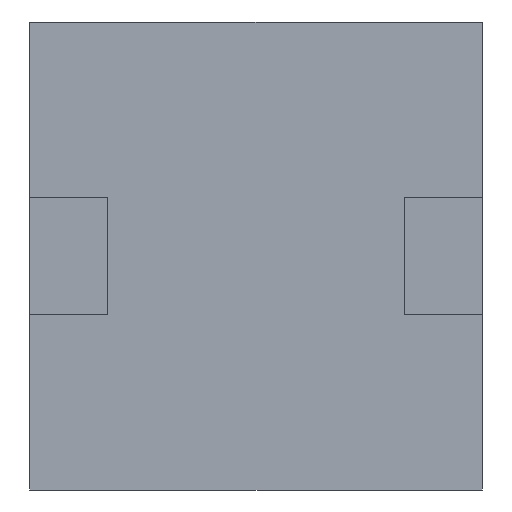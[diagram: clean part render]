
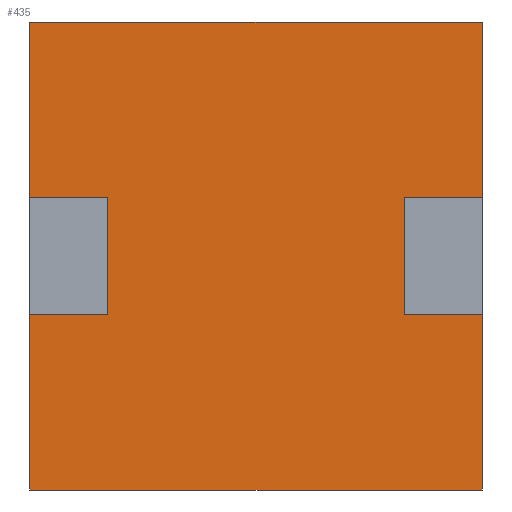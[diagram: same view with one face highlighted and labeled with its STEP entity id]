
A CAD part, front view. The second image highlights one B-rep face of the part: STEP entity #435.
In plain terms, the highlighted planar face has unit normal (0, -1, 0).
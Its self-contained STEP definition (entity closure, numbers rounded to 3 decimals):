
#44 = ORIENTED_EDGE ( 'NONE', *, *, #461, .F. ) ;
#46 = VERTEX_POINT ( 'NONE', #210 ) ;
#48 = EDGE_LOOP ( 'NONE', ( #99, #80, #90, #100, #107, #108, #93, #44, #102, #101, #78, #59 ) ) ;
#52 = VERTEX_POINT ( 'NONE', #214 ) ;
#56 = VERTEX_POINT ( 'NONE', #216 ) ;
#59 = ORIENTED_EDGE ( 'NONE', *, *, #403, .F. ) ;
#66 = VERTEX_POINT ( 'NONE', #220 ) ;
#69 = VERTEX_POINT ( 'NONE', #222 ) ;
#72 = VERTEX_POINT ( 'NONE', #224 ) ;
#77 = VERTEX_POINT ( 'NONE', #227 ) ;
#78 = ORIENTED_EDGE ( 'NONE', *, *, #463, .F. ) ;
#79 = VERTEX_POINT ( 'NONE', #228 ) ;
#80 = ORIENTED_EDGE ( 'NONE', *, *, #448, .F. ) ;
#86 = VERTEX_POINT ( 'NONE', #232 ) ;
#87 = VERTEX_POINT ( 'NONE', #233 ) ;
#90 = ORIENTED_EDGE ( 'NONE', *, *, #442, .F. ) ;
#92 = VERTEX_POINT ( 'NONE', #235 ) ;
#93 = ORIENTED_EDGE ( 'NONE', *, *, #430, .F. ) ;
#96 = VERTEX_POINT ( 'NONE', #237 ) ;
#99 = ORIENTED_EDGE ( 'NONE', *, *, #453, .F. ) ;
#100 = ORIENTED_EDGE ( 'NONE', *, *, #454, .F. ) ;
#101 = ORIENTED_EDGE ( 'NONE', *, *, #446, .F. ) ;
#102 = ORIENTED_EDGE ( 'NONE', *, *, #451, .F. ) ;
#107 = ORIENTED_EDGE ( 'NONE', *, *, #459, .F. ) ;
#108 = ORIENTED_EDGE ( 'NONE', *, *, #399, .F. ) ;
#120 = VECTOR ( 'NONE', #310, 1000. ) ;
#121 = VECTOR ( 'NONE', #316, 1000. ) ;
#133 = VECTOR ( 'NONE', #257, 1000. ) ;
#140 = VECTOR ( 'NONE', #272, 1000. ) ;
#143 = VECTOR ( 'NONE', #319, 1000. ) ;
#145 = VECTOR ( 'NONE', #283, 1000. ) ;
#148 = VECTOR ( 'NONE', #292, 1000. ) ;
#149 = VECTOR ( 'NONE', #295, 1000. ) ;
#151 = VECTOR ( 'NONE', #298, 1000. ) ;
#152 = AXIS2_PLACEMENT_3D ( 'NONE', #361, #362, #363 ) ;
#161 = FACE_OUTER_BOUND ( 'NONE', #48, .T. ) ;
#177 = VECTOR ( 'NONE', #344, 1000. ) ;
#210 = CARTESIAN_POINT ( 'NONE',  ( 5.8, 0.2, 6. ) ) ;
#214 = CARTESIAN_POINT ( 'NONE',  ( -3.81, 0.2, 1.5 ) ) ;
#216 = CARTESIAN_POINT ( 'NONE',  ( -5.8, 0.2, -6. ) ) ;
#220 = CARTESIAN_POINT ( 'NONE',  ( 3.81, 0.2, 1.5 ) ) ;
#222 = CARTESIAN_POINT ( 'NONE',  ( 5.8, 0.2, 1.5 ) ) ;
#224 = CARTESIAN_POINT ( 'NONE',  ( -3.81, 0.2, -1.5 ) ) ;
#227 = CARTESIAN_POINT ( 'NONE',  ( -5.8, 0.2, -1.5 ) ) ;
#228 = CARTESIAN_POINT ( 'NONE',  ( -5.8, 0.2, 1.5 ) ) ;
#232 = CARTESIAN_POINT ( 'NONE',  ( -5.8, 0.2, 6. ) ) ;
#233 = CARTESIAN_POINT ( 'NONE',  ( 5.8, 0.2, -6. ) ) ;
#235 = CARTESIAN_POINT ( 'NONE',  ( 3.81, 0.2, -1.5 ) ) ;
#237 = CARTESIAN_POINT ( 'NONE',  ( 5.8, 0.2, -1.5 ) ) ;
#255 = LINE ( 'NONE', #256, #133 ) ;
#256 = CARTESIAN_POINT ( 'NONE',  ( 3.81, 0.2, 1.5 ) ) ;
#257 = DIRECTION ( 'NONE',  ( -1., 0., 0. ) ) ;
#270 = LINE ( 'NONE', #271, #140 ) ;
#271 = CARTESIAN_POINT ( 'NONE',  ( -5.8, 0.2, -6. ) ) ;
#272 = DIRECTION ( 'NONE',  ( 0., 0., 1. ) ) ;
#281 = LINE ( 'NONE', #282, #145 ) ;
#282 = CARTESIAN_POINT ( 'NONE',  ( 3.81, 0.2, 1.5 ) ) ;
#283 = DIRECTION ( 'NONE',  ( 0., 0., -1. ) ) ;
#290 = LINE ( 'NONE', #291, #148 ) ;
#291 = CARTESIAN_POINT ( 'NONE',  ( -5.81, 0.2, -1.5 ) ) ;
#292 = DIRECTION ( 'NONE',  ( 1., 0., 0. ) ) ;
#293 = LINE ( 'NONE', #294, #149 ) ;
#294 = CARTESIAN_POINT ( 'NONE',  ( 3.81, 0.2, -1.5 ) ) ;
#295 = DIRECTION ( 'NONE',  ( 1., 0., 0. ) ) ;
#296 = LINE ( 'NONE', #297, #151 ) ;
#297 = CARTESIAN_POINT ( 'NONE',  ( 5.8, 0.2, -6. ) ) ;
#298 = DIRECTION ( 'NONE',  ( 0., 0., -1. ) ) ;
#308 = LINE ( 'NONE', #309, #120 ) ;
#309 = CARTESIAN_POINT ( 'NONE',  ( -5.8, 0.2, 6. ) ) ;
#310 = DIRECTION ( 'NONE',  ( 1., 0., 0. ) ) ;
#314 = LINE ( 'NONE', #315, #121 ) ;
#315 = CARTESIAN_POINT ( 'NONE',  ( -3.81, 0.2, -1.5 ) ) ;
#316 = DIRECTION ( 'NONE',  ( 0., 0., 1. ) ) ;
#317 = LINE ( 'NONE', #318, #143 ) ;
#318 = CARTESIAN_POINT ( 'NONE',  ( -5.8, 0.2, -6. ) ) ;
#319 = DIRECTION ( 'NONE',  ( -1., 0., 0. ) ) ;
#342 = LINE ( 'NONE', #343, #177 ) ;
#343 = CARTESIAN_POINT ( 'NONE',  ( -5.81, 0.2, 1.5 ) ) ;
#344 = DIRECTION ( 'NONE',  ( -1., 0., 0. ) ) ;
#360 = PLANE ( 'NONE',  #152 ) ;
#361 = CARTESIAN_POINT ( 'NONE',  ( 0., 0.2, 0. ) ) ;
#362 = DIRECTION ( 'NONE',  ( 0., 1., 0. ) ) ;
#363 = DIRECTION ( 'NONE',  ( 0., 0., 1. ) ) ;
#382 = LINE ( 'NONE', #383, #537 ) ;
#383 = CARTESIAN_POINT ( 'NONE',  ( -5.8, 0.2, -6. ) ) ;
#384 = DIRECTION ( 'NONE',  ( 0., 0., 1. ) ) ;
#394 = LINE ( 'NONE', #395, #536 ) ;
#395 = CARTESIAN_POINT ( 'NONE',  ( 5.8, 0.2, -6. ) ) ;
#396 = DIRECTION ( 'NONE',  ( 0., 0., -1. ) ) ;
#399 = EDGE_CURVE ( 'NONE', #79, #86, #382, .T. ) ;
#403 = EDGE_CURVE ( 'NONE', #96, #87, #394, .T. ) ;
#430 = EDGE_CURVE ( 'NONE', #52, #79, #342, .T. ) ;
#435 = ADVANCED_FACE ( 'NONE', ( #161 ), #360, .F. ) ;
#442 = EDGE_CURVE ( 'NONE', #69, #66, #255, .T. ) ;
#446 = EDGE_CURVE ( 'NONE', #56, #77, #270, .T. ) ;
#448 = EDGE_CURVE ( 'NONE', #66, #92, #281, .T. ) ;
#451 = EDGE_CURVE ( 'NONE', #77, #72, #290, .T. ) ;
#453 = EDGE_CURVE ( 'NONE', #92, #96, #293, .T. ) ;
#454 = EDGE_CURVE ( 'NONE', #46, #69, #296, .T. ) ;
#459 = EDGE_CURVE ( 'NONE', #86, #46, #308, .T. ) ;
#461 = EDGE_CURVE ( 'NONE', #72, #52, #314, .T. ) ;
#463 = EDGE_CURVE ( 'NONE', #87, #56, #317, .T. ) ;
#536 = VECTOR ( 'NONE', #396, 1000. ) ;
#537 = VECTOR ( 'NONE', #384, 1000. ) ;
